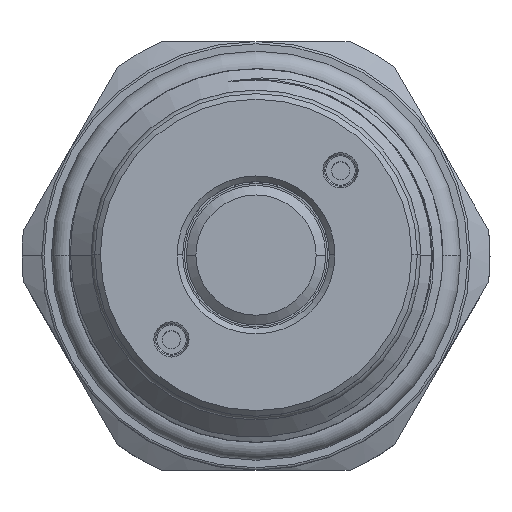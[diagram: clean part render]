
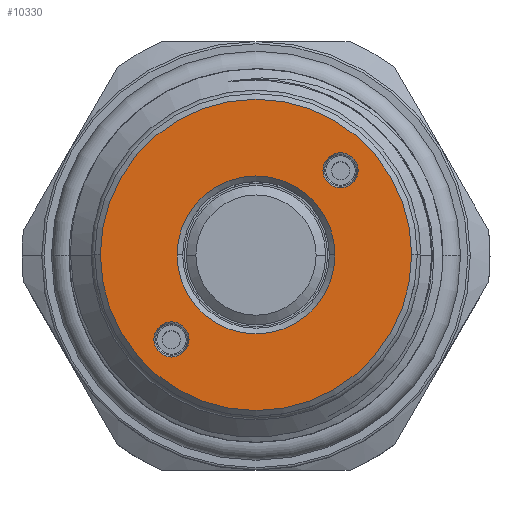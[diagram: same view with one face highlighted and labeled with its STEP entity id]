
A CAD part, top view. The second image highlights one B-rep face of the part: STEP entity #10330.
In plain terms, the highlighted planar face has unit normal (0, 0, 1).
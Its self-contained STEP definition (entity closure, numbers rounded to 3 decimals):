
#353 = DIRECTION ( 'NONE',  ( 0., 1., 0. ) ) ;
#589 = CARTESIAN_POINT ( 'NONE',  ( -7.495, -9.056, 0. ) ) ;
#831 = VERTEX_POINT ( 'NONE', #589 ) ;
#1144 = EDGE_LOOP ( 'NONE', ( #9889, #7379 ) ) ;
#1197 = DIRECTION ( 'NONE',  ( 1., 0., 0. ) ) ;
#1331 = ORIENTED_EDGE ( 'NONE', *, *, #5839, .T. ) ;
#1344 = VERTEX_POINT ( 'NONE', #7676 ) ;
#1399 = EDGE_CURVE ( 'NONE', #2726, #11107, #9363, .T. ) ;
#1622 = DIRECTION ( 'NONE',  ( 0., 0., -1. ) ) ;
#1805 = CIRCLE ( 'NONE', #4908, 1.561 ) ;
#1977 = FACE_BOUND ( 'NONE', #1144, .T. ) ;
#2025 = EDGE_LOOP ( 'NONE', ( #11603, #3744 ) ) ;
#2141 = CARTESIAN_POINT ( 'NONE',  ( 0., 0., 0. ) ) ;
#2224 = EDGE_CURVE ( 'NONE', #8804, #831, #1805, .T. ) ;
#2726 = VERTEX_POINT ( 'NONE', #11084 ) ;
#2981 = AXIS2_PLACEMENT_3D ( 'NONE', #4434, #11735, #11769 ) ;
#3233 = DIRECTION ( 'NONE',  ( 0., 0., -1. ) ) ;
#3622 = AXIS2_PLACEMENT_3D ( 'NONE', #10049, #4615, #7406 ) ;
#3744 = ORIENTED_EDGE ( 'NONE', *, *, #6853, .T. ) ;
#4180 = ORIENTED_EDGE ( 'NONE', *, *, #9350, .T. ) ;
#4241 = CARTESIAN_POINT ( 'NONE',  ( 0., 0., 0. ) ) ;
#4330 = DIRECTION ( 'NONE',  ( 0., 0., 1. ) ) ;
#4405 = CIRCLE ( 'NONE', #6184, 13.8 ) ;
#4424 = CARTESIAN_POINT ( 'NONE',  ( 0., 0., 0. ) ) ;
#4434 = CARTESIAN_POINT ( 'NONE',  ( 0., 0., 0. ) ) ;
#4452 = CIRCLE ( 'NONE', #10427, 7. ) ;
#4601 = VERTEX_POINT ( 'NONE', #9341 ) ;
#4615 = DIRECTION ( 'NONE',  ( 0., 0., -1. ) ) ;
#4619 = DIRECTION ( 'NONE',  ( 0., -1., 0. ) ) ;
#4854 = DIRECTION ( 'NONE',  ( 1., 0., 0. ) ) ;
#4908 = AXIS2_PLACEMENT_3D ( 'NONE', #7240, #7328, #4619 ) ;
#5300 = PLANE ( 'NONE',  #10800 ) ;
#5596 = AXIS2_PLACEMENT_3D ( 'NONE', #8744, #3233, #8625 ) ;
#5669 = CIRCLE ( 'NONE', #3622, 1.561 ) ;
#5692 = DIRECTION ( 'NONE',  ( 0., 0., -1. ) ) ;
#5761 = DIRECTION ( 'NONE',  ( 0., 0., -1. ) ) ;
#5839 = EDGE_CURVE ( 'NONE', #4601, #11168, #4452, .T. ) ;
#5870 = CARTESIAN_POINT ( 'NONE',  ( 7.495, 9.056, 0. ) ) ;
#6184 = AXIS2_PLACEMENT_3D ( 'NONE', #2141, #9329, #4854 ) ;
#6369 = FACE_OUTER_BOUND ( 'NONE', #11447, .T. ) ;
#6531 = CARTESIAN_POINT ( 'NONE',  ( -13.8, 0., 0. ) ) ;
#6678 = CIRCLE ( 'NONE', #7202, 7. ) ;
#6853 = EDGE_CURVE ( 'NONE', #11556, #1344, #7730, .T. ) ;
#7202 = AXIS2_PLACEMENT_3D ( 'NONE', #4241, #1622, #7920 ) ;
#7240 = CARTESIAN_POINT ( 'NONE',  ( -7.495, -7.495, 0. ) ) ;
#7328 = DIRECTION ( 'NONE',  ( 0., 0., -1. ) ) ;
#7379 = ORIENTED_EDGE ( 'NONE', *, *, #8974, .T. ) ;
#7383 = ORIENTED_EDGE ( 'NONE', *, *, #9125, .T. ) ;
#7406 = DIRECTION ( 'NONE',  ( 0., -1., 0. ) ) ;
#7588 = CARTESIAN_POINT ( 'NONE',  ( 7.495, 7.495, 0. ) ) ;
#7676 = CARTESIAN_POINT ( 'NONE',  ( 7.495, 5.935, 0. ) ) ;
#7730 = CIRCLE ( 'NONE', #8314, 1.561 ) ;
#7920 = DIRECTION ( 'NONE',  ( 1., 0., 0. ) ) ;
#8314 = AXIS2_PLACEMENT_3D ( 'NONE', #7588, #5761, #353 ) ;
#8476 = CARTESIAN_POINT ( 'NONE',  ( 0., 0., 0. ) ) ;
#8625 = DIRECTION ( 'NONE',  ( 0., 1., 0. ) ) ;
#8744 = CARTESIAN_POINT ( 'NONE',  ( 7.495, 7.495, 0. ) ) ;
#8804 = VERTEX_POINT ( 'NONE', #9724 ) ;
#8833 = FACE_BOUND ( 'NONE', #2025, .T. ) ;
#8974 = EDGE_CURVE ( 'NONE', #831, #8804, #5669, .T. ) ;
#9038 = ORIENTED_EDGE ( 'NONE', *, *, #1399, .T. ) ;
#9125 = EDGE_CURVE ( 'NONE', #11107, #2726, #4405, .T. ) ;
#9260 = FACE_BOUND ( 'NONE', #10473, .T. ) ;
#9329 = DIRECTION ( 'NONE',  ( 0., 0., 1. ) ) ;
#9341 = CARTESIAN_POINT ( 'NONE',  ( -7., 0., 0. ) ) ;
#9350 = EDGE_CURVE ( 'NONE', #11168, #4601, #6678, .T. ) ;
#9363 = CIRCLE ( 'NONE', #2981, 13.8 ) ;
#9724 = CARTESIAN_POINT ( 'NONE',  ( -7.495, -5.935, 0. ) ) ;
#9756 = DIRECTION ( 'NONE',  ( 1., 0., 0. ) ) ;
#9889 = ORIENTED_EDGE ( 'NONE', *, *, #2224, .T. ) ;
#10049 = CARTESIAN_POINT ( 'NONE',  ( -7.495, -7.495, 0. ) ) ;
#10232 = CARTESIAN_POINT ( 'NONE',  ( 7., 0., 0. ) ) ;
#10330 = ADVANCED_FACE ( 'NONE', ( #8833, #9260, #6369, #1977 ), #5300, .T. ) ;
#10427 = AXIS2_PLACEMENT_3D ( 'NONE', #8476, #5692, #1197 ) ;
#10473 = EDGE_LOOP ( 'NONE', ( #4180, #1331 ) ) ;
#10800 = AXIS2_PLACEMENT_3D ( 'NONE', #4424, #4330, #9756 ) ;
#11084 = CARTESIAN_POINT ( 'NONE',  ( 13.8, 0., 0. ) ) ;
#11107 = VERTEX_POINT ( 'NONE', #6531 ) ;
#11168 = VERTEX_POINT ( 'NONE', #10232 ) ;
#11218 = CIRCLE ( 'NONE', #5596, 1.561 ) ;
#11447 = EDGE_LOOP ( 'NONE', ( #7383, #9038 ) ) ;
#11538 = EDGE_CURVE ( 'NONE', #1344, #11556, #11218, .T. ) ;
#11556 = VERTEX_POINT ( 'NONE', #5870 ) ;
#11603 = ORIENTED_EDGE ( 'NONE', *, *, #11538, .T. ) ;
#11735 = DIRECTION ( 'NONE',  ( 0., 0., 1. ) ) ;
#11769 = DIRECTION ( 'NONE',  ( 1., 0., 0. ) ) ;
